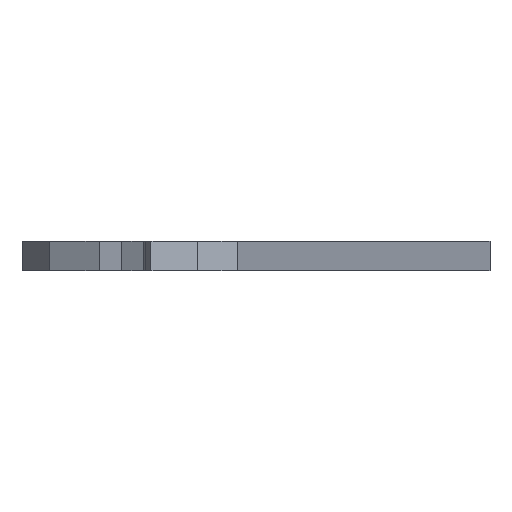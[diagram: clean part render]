
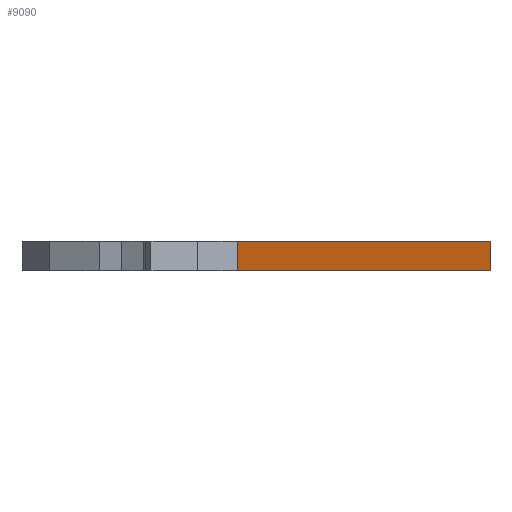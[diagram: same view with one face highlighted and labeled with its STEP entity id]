
A CAD part, left-side view. The second image highlights one B-rep face of the part: STEP entity #9090.
In plain terms, the highlighted planar face has unit normal (-0.446, -0.895, 0).
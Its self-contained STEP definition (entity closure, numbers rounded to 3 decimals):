
#72 = PLANE('',#73);
#73 = AXIS2_PLACEMENT_3D('',#74,#75,#76);
#74 = CARTESIAN_POINT('',(0.034,71.583,5.));
#75 = DIRECTION('',(0.,0.,1.));
#76 = DIRECTION('',(1.,0.,0.));
#126 = PLANE('',#127);
#127 = AXIS2_PLACEMENT_3D('',#128,#129,#130);
#128 = CARTESIAN_POINT('',(0.034,71.583,0.));
#129 = DIRECTION('',(0.,0.,1.));
#130 = DIRECTION('',(1.,0.,0.));
#1708 = VERTEX_POINT('',#1709);
#1709 = CARTESIAN_POINT('',(-19.3,33.2,0.));
#1723 = PLANE('',#1724);
#1724 = AXIS2_PLACEMENT_3D('',#1725,#1726,#1727);
#1725 = CARTESIAN_POINT('',(-14.05,33.2,0.));
#1726 = DIRECTION('',(0.,-1.,0.));
#1727 = DIRECTION('',(-1.,0.,0.));
#1735 = EDGE_CURVE('',#1708,#1736,#1738,.T.);
#1736 = VERTEX_POINT('',#1737);
#1737 = CARTESIAN_POINT('',(-108.943,77.916,0.));
#1738 = SURFACE_CURVE('',#1739,(#1743,#1750),.PCURVE_S1.);
#1739 = LINE('',#1740,#1741);
#1740 = CARTESIAN_POINT('',(-19.3,33.2,0.));
#1741 = VECTOR('',#1742,1.);
#1742 = DIRECTION('',(-0.895,0.446,0.));
#1743 = PCURVE('',#126,#1744);
#1744 = DEFINITIONAL_REPRESENTATION('',(#1745),#1749);
#1745 = LINE('',#1746,#1747);
#1746 = CARTESIAN_POINT('',(-19.333,-38.383));
#1747 = VECTOR('',#1748,1.);
#1748 = DIRECTION('',(-0.895,0.446));
#1749 = ( GEOMETRIC_REPRESENTATION_CONTEXT(2) 
PARAMETRIC_REPRESENTATION_CONTEXT() REPRESENTATION_CONTEXT('2D SPACE',''
  ) );
#1750 = PCURVE('',#1751,#1756);
#1751 = PLANE('',#1752);
#1752 = AXIS2_PLACEMENT_3D('',#1753,#1754,#1755);
#1753 = CARTESIAN_POINT('',(-19.3,33.2,0.));
#1754 = DIRECTION('',(-0.446,-0.895,0.));
#1755 = DIRECTION('',(-0.895,0.446,0.));
#1756 = DEFINITIONAL_REPRESENTATION('',(#1757),#1761);
#1757 = LINE('',#1758,#1759);
#1758 = CARTESIAN_POINT('',(0.,0.));
#1759 = VECTOR('',#1760,1.);
#1760 = DIRECTION('',(1.,0.));
#1761 = ( GEOMETRIC_REPRESENTATION_CONTEXT(2) 
PARAMETRIC_REPRESENTATION_CONTEXT() REPRESENTATION_CONTEXT('2D SPACE',''
  ) );
#1780 = CYLINDRICAL_SURFACE('',#1781,0.8);
#1781 = AXIS2_PLACEMENT_3D('',#1782,#1783,#1784);
#1782 = CARTESIAN_POINT('',(-109.3,77.2,0.));
#1783 = DIRECTION('',(-0.,-0.,-1.));
#1784 = DIRECTION('',(1.,0.,0.));
#4706 = VERTEX_POINT('',#4707);
#4707 = CARTESIAN_POINT('',(-108.943,77.916,5.));
#4729 = EDGE_CURVE('',#4730,#4706,#4732,.T.);
#4730 = VERTEX_POINT('',#4731);
#4731 = CARTESIAN_POINT('',(-19.3,33.2,5.));
#4732 = SURFACE_CURVE('',#4733,(#4737,#4744),.PCURVE_S1.);
#4733 = LINE('',#4734,#4735);
#4734 = CARTESIAN_POINT('',(-19.3,33.2,5.));
#4735 = VECTOR('',#4736,1.);
#4736 = DIRECTION('',(-0.895,0.446,0.));
#4737 = PCURVE('',#72,#4738);
#4738 = DEFINITIONAL_REPRESENTATION('',(#4739),#4743);
#4739 = LINE('',#4740,#4741);
#4740 = CARTESIAN_POINT('',(-19.333,-38.383));
#4741 = VECTOR('',#4742,1.);
#4742 = DIRECTION('',(-0.895,0.446));
#4743 = ( GEOMETRIC_REPRESENTATION_CONTEXT(2) 
PARAMETRIC_REPRESENTATION_CONTEXT() REPRESENTATION_CONTEXT('2D SPACE',''
  ) );
#4744 = PCURVE('',#1751,#4745);
#4745 = DEFINITIONAL_REPRESENTATION('',(#4746),#4750);
#4746 = LINE('',#4747,#4748);
#4747 = CARTESIAN_POINT('',(0.,-5.));
#4748 = VECTOR('',#4749,1.);
#4749 = DIRECTION('',(1.,0.));
#4750 = ( GEOMETRIC_REPRESENTATION_CONTEXT(2) 
PARAMETRIC_REPRESENTATION_CONTEXT() REPRESENTATION_CONTEXT('2D SPACE',''
  ) );
#9069 = EDGE_CURVE('',#1708,#4730,#9070,.T.);
#9070 = SURFACE_CURVE('',#9071,(#9075,#9082),.PCURVE_S1.);
#9071 = LINE('',#9072,#9073);
#9072 = CARTESIAN_POINT('',(-19.3,33.2,0.));
#9073 = VECTOR('',#9074,1.);
#9074 = DIRECTION('',(0.,0.,1.));
#9075 = PCURVE('',#1723,#9076);
#9076 = DEFINITIONAL_REPRESENTATION('',(#9077),#9081);
#9077 = LINE('',#9078,#9079);
#9078 = CARTESIAN_POINT('',(5.25,0.));
#9079 = VECTOR('',#9080,1.);
#9080 = DIRECTION('',(0.,-1.));
#9081 = ( GEOMETRIC_REPRESENTATION_CONTEXT(2) 
PARAMETRIC_REPRESENTATION_CONTEXT() REPRESENTATION_CONTEXT('2D SPACE',''
  ) );
#9082 = PCURVE('',#1751,#9083);
#9083 = DEFINITIONAL_REPRESENTATION('',(#9084),#9088);
#9084 = LINE('',#9085,#9086);
#9085 = CARTESIAN_POINT('',(0.,0.));
#9086 = VECTOR('',#9087,1.);
#9087 = DIRECTION('',(0.,-1.));
#9088 = ( GEOMETRIC_REPRESENTATION_CONTEXT(2) 
PARAMETRIC_REPRESENTATION_CONTEXT() REPRESENTATION_CONTEXT('2D SPACE',''
  ) );
#9090 = ADVANCED_FACE('',(#9091),#1751,.T.);
#9091 = FACE_BOUND('',#9092,.T.);
#9092 = EDGE_LOOP('',(#9093,#9094,#9095,#9116));
#9093 = ORIENTED_EDGE('',*,*,#9069,.T.);
#9094 = ORIENTED_EDGE('',*,*,#4729,.T.);
#9095 = ORIENTED_EDGE('',*,*,#9096,.F.);
#9096 = EDGE_CURVE('',#1736,#4706,#9097,.T.);
#9097 = SURFACE_CURVE('',#9098,(#9102,#9109),.PCURVE_S1.);
#9098 = LINE('',#9099,#9100);
#9099 = CARTESIAN_POINT('',(-108.943,77.916,0.));
#9100 = VECTOR('',#9101,1.);
#9101 = DIRECTION('',(0.,0.,1.));
#9102 = PCURVE('',#1751,#9103);
#9103 = DEFINITIONAL_REPRESENTATION('',(#9104),#9108);
#9104 = LINE('',#9105,#9106);
#9105 = CARTESIAN_POINT('',(100.177,0.));
#9106 = VECTOR('',#9107,1.);
#9107 = DIRECTION('',(0.,-1.));
#9108 = ( GEOMETRIC_REPRESENTATION_CONTEXT(2) 
PARAMETRIC_REPRESENTATION_CONTEXT() REPRESENTATION_CONTEXT('2D SPACE',''
  ) );
#9109 = PCURVE('',#1780,#9110);
#9110 = DEFINITIONAL_REPRESENTATION('',(#9111),#9115);
#9111 = LINE('',#9112,#9113);
#9112 = CARTESIAN_POINT('',(-1.108,0.));
#9113 = VECTOR('',#9114,1.);
#9114 = DIRECTION('',(-0.,-1.));
#9115 = ( GEOMETRIC_REPRESENTATION_CONTEXT(2) 
PARAMETRIC_REPRESENTATION_CONTEXT() REPRESENTATION_CONTEXT('2D SPACE',''
  ) );
#9116 = ORIENTED_EDGE('',*,*,#1735,.F.);
